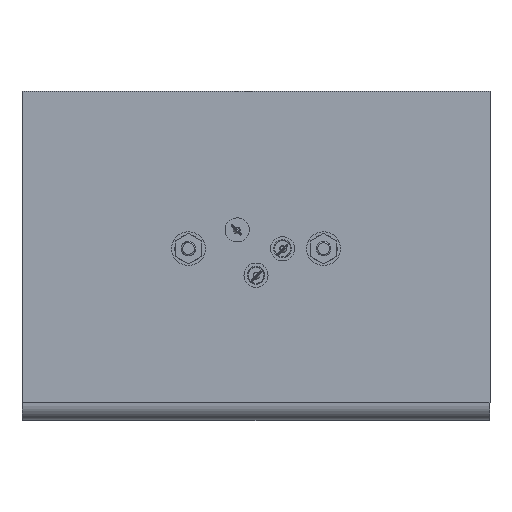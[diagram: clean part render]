
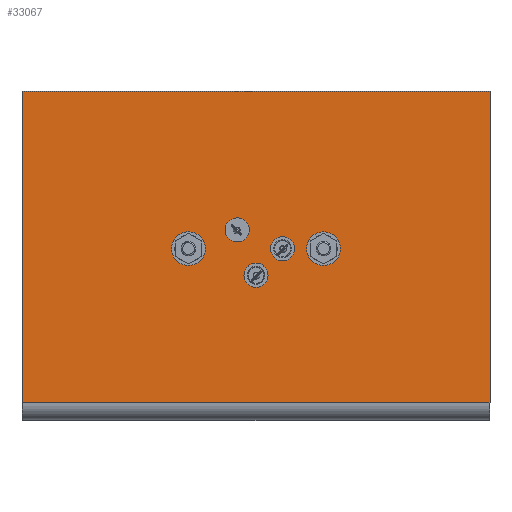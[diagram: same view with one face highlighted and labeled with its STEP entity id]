
A CAD part, top view. The second image highlights one B-rep face of the part: STEP entity #33067.
In plain terms, the highlighted planar face has unit normal (0, 0, 1).
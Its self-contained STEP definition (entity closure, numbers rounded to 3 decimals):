
#30 = CIRCLE ( 'NONE', #32917, 2.5 ) ;
#86 = VERTEX_POINT ( 'NONE', #1950 ) ;
#245 = ORIENTED_EDGE ( 'NONE', *, *, #2160, .T. ) ;
#345 = CARTESIAN_POINT ( 'NONE',  ( -3.889, 3.889, 0. ) ) ;
#703 = VERTEX_POINT ( 'NONE', #25630 ) ;
#861 = DIRECTION ( 'NONE',  ( 1., 0., 0. ) ) ;
#893 = VERTEX_POINT ( 'NONE', #4650 ) ;
#982 = DIRECTION ( 'NONE',  ( 0., 0., 1. ) ) ;
#1745 = CARTESIAN_POINT ( 'NONE',  ( 0., -5.5, 0. ) ) ;
#1950 = CARTESIAN_POINT ( 'NONE',  ( 8., 0., 0. ) ) ;
#2160 = EDGE_CURVE ( 'NONE', #703, #28320, #30267, .T. ) ;
#3050 = DIRECTION ( 'NONE',  ( 1., 0., 0. ) ) ;
#3227 = EDGE_CURVE ( 'NONE', #7044, #30180, #30139, .T. ) ;
#3717 = VERTEX_POINT ( 'NONE', #26782 ) ;
#3850 = VECTOR ( 'NONE', #33703, 1000. ) ;
#3858 = CARTESIAN_POINT ( 'NONE',  ( -48.455, -31.841, 0. ) ) ;
#4014 = EDGE_LOOP ( 'NONE', ( #8049, #32930 ) ) ;
#4163 = CARTESIAN_POINT ( 'NONE',  ( 48.455, 32.577, 0. ) ) ;
#4469 = DIRECTION ( 'NONE',  ( 1., 0., 0. ) ) ;
#4650 = CARTESIAN_POINT ( 'NONE',  ( -15.65, 0., 0. ) ) ;
#4788 = CARTESIAN_POINT ( 'NONE',  ( -48.455, -31.841, 0. ) ) ;
#5259 = FACE_BOUND ( 'NONE', #13236, .T. ) ;
#5430 = EDGE_LOOP ( 'NONE', ( #245, #18120, #26151, #13204 ) ) ;
#5540 = CARTESIAN_POINT ( 'NONE',  ( 5.5, 0., 0. ) ) ;
#6053 = CARTESIAN_POINT ( 'NONE',  ( -48.455, 32.577, 0. ) ) ;
#6764 = DIRECTION ( 'NONE',  ( 0., 0., 1. ) ) ;
#7044 = VERTEX_POINT ( 'NONE', #34252 ) ;
#7092 = CIRCLE ( 'NONE', #10826, 2.5 ) ;
#7432 = ORIENTED_EDGE ( 'NONE', *, *, #10793, .F. ) ;
#7494 = ORIENTED_EDGE ( 'NONE', *, *, #9259, .F. ) ;
#7610 = EDGE_CURVE ( 'NONE', #3717, #703, #13802, .T. ) ;
#7613 = VERTEX_POINT ( 'NONE', #20459 ) ;
#8049 = ORIENTED_EDGE ( 'NONE', *, *, #16794, .F. ) ;
#8308 = DIRECTION ( 'NONE',  ( 1., 0., 0. ) ) ;
#8460 = CARTESIAN_POINT ( 'NONE',  ( -1.389, 3.889, 0. ) ) ;
#8469 = EDGE_CURVE ( 'NONE', #893, #22787, #9446, .T. ) ;
#8971 = EDGE_CURVE ( 'NONE', #24692, #27442, #30, .T. ) ;
#9006 = CARTESIAN_POINT ( 'NONE',  ( 14., 0., 0. ) ) ;
#9202 = VERTEX_POINT ( 'NONE', #31539 ) ;
#9259 = EDGE_CURVE ( 'NONE', #10133, #9202, #7092, .T. ) ;
#9446 = CIRCLE ( 'NONE', #13720, 1.65 ) ;
#10022 = CARTESIAN_POINT ( 'NONE',  ( 2.5, -5.5, 0. ) ) ;
#10133 = VERTEX_POINT ( 'NONE', #10022 ) ;
#10278 = DIRECTION ( 'NONE',  ( 0., 0., 1. ) ) ;
#10793 = EDGE_CURVE ( 'NONE', #22787, #893, #16658, .T. ) ;
#10826 = AXIS2_PLACEMENT_3D ( 'NONE', #26602, #10278, #29328 ) ;
#10999 = EDGE_CURVE ( 'NONE', #7613, #3717, #33528, .T. ) ;
#11117 = LINE ( 'NONE', #3858, #3850 ) ;
#11408 = CARTESIAN_POINT ( 'NONE',  ( -6.389, 3.889, 0. ) ) ;
#11722 = DIRECTION ( 'NONE',  ( 1., 0., 0. ) ) ;
#12359 = CARTESIAN_POINT ( 'NONE',  ( -48.455, 32.577, 0. ) ) ;
#12479 = FACE_BOUND ( 'NONE', #23659, .T. ) ;
#13154 = ORIENTED_EDGE ( 'NONE', *, *, #14381, .F. ) ;
#13204 = ORIENTED_EDGE ( 'NONE', *, *, #7610, .T. ) ;
#13236 = EDGE_LOOP ( 'NONE', ( #13154, #13837 ) ) ;
#13254 = CARTESIAN_POINT ( 'NONE',  ( 3., 0., 0. ) ) ;
#13720 = AXIS2_PLACEMENT_3D ( 'NONE', #30153, #13844, #32876 ) ;
#13802 = LINE ( 'NONE', #12359, #33789 ) ;
#13837 = ORIENTED_EDGE ( 'NONE', *, *, #8971, .F. ) ;
#13844 = DIRECTION ( 'NONE',  ( 0., 0., 1. ) ) ;
#14144 = CARTESIAN_POINT ( 'NONE',  ( -3.889, 3.889, 0. ) ) ;
#14350 = CIRCLE ( 'NONE', #32250, 2.5 ) ;
#14381 = EDGE_CURVE ( 'NONE', #27442, #24692, #24834, .T. ) ;
#14516 = AXIS2_PLACEMENT_3D ( 'NONE', #1745, #20780, #4469 ) ;
#14844 = CARTESIAN_POINT ( 'NONE',  ( -14., 0., 0. ) ) ;
#14927 = CIRCLE ( 'NONE', #31129, 2.5 ) ;
#14988 = AXIS2_PLACEMENT_3D ( 'NONE', #14844, #33868, #17574 ) ;
#15100 = DIRECTION ( 'NONE',  ( -1., 0., 0. ) ) ;
#15568 = EDGE_CURVE ( 'NONE', #28320, #7613, #11117, .T. ) ;
#15777 = VECTOR ( 'NONE', #16994, 1000. ) ;
#15874 = AXIS2_PLACEMENT_3D ( 'NONE', #14144, #33178, #16888 ) ;
#16658 = CIRCLE ( 'NONE', #14988, 1.65 ) ;
#16794 = EDGE_CURVE ( 'NONE', #86, #29609, #14350, .T. ) ;
#16888 = DIRECTION ( 'NONE',  ( 1., 0., 0. ) ) ;
#16994 = DIRECTION ( 'NONE',  ( 0., -1., 0. ) ) ;
#17130 = DIRECTION ( 'NONE',  ( 0., 0., 1. ) ) ;
#17251 = CARTESIAN_POINT ( 'NONE',  ( 14., 0., 0. ) ) ;
#17574 = DIRECTION ( 'NONE',  ( 1., 0., 0. ) ) ;
#18120 = ORIENTED_EDGE ( 'NONE', *, *, #15568, .T. ) ;
#18867 = CARTESIAN_POINT ( 'NONE',  ( -12.35, 0., 0. ) ) ;
#18883 = FACE_OUTER_BOUND ( 'NONE', #5430, .T. ) ;
#19368 = DIRECTION ( 'NONE',  ( 0., 0., 1. ) ) ;
#19768 = CIRCLE ( 'NONE', #21008, 1.65 ) ;
#20013 = DIRECTION ( 'NONE',  ( 1., 0., 0. ) ) ;
#20459 = CARTESIAN_POINT ( 'NONE',  ( 48.455, -31.841, 0. ) ) ;
#20780 = DIRECTION ( 'NONE',  ( 0., 0., 1. ) ) ;
#21008 = AXIS2_PLACEMENT_3D ( 'NONE', #9006, #28034, #11722 ) ;
#22787 = VERTEX_POINT ( 'NONE', #18867 ) ;
#23097 = CARTESIAN_POINT ( 'NONE',  ( 0., 0., 0. ) ) ;
#23331 = CIRCLE ( 'NONE', #14516, 2.5 ) ;
#23659 = EDGE_LOOP ( 'NONE', ( #7494, #30114 ) ) ;
#24450 = EDGE_CURVE ( 'NONE', #30180, #7044, #19768, .T. ) ;
#24606 = DIRECTION ( 'NONE',  ( 0., 0., 1. ) ) ;
#24692 = VERTEX_POINT ( 'NONE', #11408 ) ;
#24834 = CIRCLE ( 'NONE', #15874, 2.5 ) ;
#25592 = AXIS2_PLACEMENT_3D ( 'NONE', #23097, #6764, #25831 ) ;
#25630 = CARTESIAN_POINT ( 'NONE',  ( -48.455, 32.577, 0. ) ) ;
#25793 = ORIENTED_EDGE ( 'NONE', *, *, #8469, .F. ) ;
#25831 = DIRECTION ( 'NONE',  ( 1., 0., 0. ) ) ;
#26111 = FACE_BOUND ( 'NONE', #28081, .T. ) ;
#26151 = ORIENTED_EDGE ( 'NONE', *, *, #10999, .T. ) ;
#26310 = VECTOR ( 'NONE', #31384, 1000. ) ;
#26602 = CARTESIAN_POINT ( 'NONE',  ( 0., -5.5, 0. ) ) ;
#26782 = CARTESIAN_POINT ( 'NONE',  ( 48.455, 32.577, 0. ) ) ;
#26977 = FACE_BOUND ( 'NONE', #30824, .T. ) ;
#27171 = CARTESIAN_POINT ( 'NONE',  ( 12.35, 0., 0. ) ) ;
#27390 = AXIS2_PLACEMENT_3D ( 'NONE', #17251, #982, #20013 ) ;
#27442 = VERTEX_POINT ( 'NONE', #8460 ) ;
#27772 = EDGE_CURVE ( 'NONE', #9202, #10133, #23331, .T. ) ;
#28034 = DIRECTION ( 'NONE',  ( 0., 0., 1. ) ) ;
#28081 = EDGE_LOOP ( 'NONE', ( #7432, #25793 ) ) ;
#28320 = VERTEX_POINT ( 'NONE', #4788 ) ;
#28444 = ORIENTED_EDGE ( 'NONE', *, *, #24450, .F. ) ;
#28453 = PLANE ( 'NONE',  #25592 ) ;
#29328 = DIRECTION ( 'NONE',  ( 1., 0., 0. ) ) ;
#29609 = VERTEX_POINT ( 'NONE', #13254 ) ;
#30114 = ORIENTED_EDGE ( 'NONE', *, *, #27772, .F. ) ;
#30139 = CIRCLE ( 'NONE', #27390, 1.65 ) ;
#30153 = CARTESIAN_POINT ( 'NONE',  ( -14., 0., 0. ) ) ;
#30180 = VERTEX_POINT ( 'NONE', #27171 ) ;
#30267 = LINE ( 'NONE', #6053, #15777 ) ;
#30824 = EDGE_LOOP ( 'NONE', ( #31935, #28444 ) ) ;
#31129 = AXIS2_PLACEMENT_3D ( 'NONE', #5540, #24606, #8308 ) ;
#31384 = DIRECTION ( 'NONE',  ( 0., 1., 0. ) ) ;
#31539 = CARTESIAN_POINT ( 'NONE',  ( -2.5, -5.5, 0. ) ) ;
#31935 = ORIENTED_EDGE ( 'NONE', *, *, #3227, .F. ) ;
#32250 = AXIS2_PLACEMENT_3D ( 'NONE', #33442, #17130, #861 ) ;
#32876 = DIRECTION ( 'NONE',  ( 1., 0., 0. ) ) ;
#32917 = AXIS2_PLACEMENT_3D ( 'NONE', #345, #19368, #3050 ) ;
#32930 = ORIENTED_EDGE ( 'NONE', *, *, #34229, .F. ) ;
#33067 = ADVANCED_FACE ( 'NONE', ( #26977, #26111, #12479, #34166, #5259, #18883 ), #28453, .T. ) ;
#33178 = DIRECTION ( 'NONE',  ( 0., 0., 1. ) ) ;
#33442 = CARTESIAN_POINT ( 'NONE',  ( 5.5, 0., 0. ) ) ;
#33528 = LINE ( 'NONE', #4163, #26310 ) ;
#33703 = DIRECTION ( 'NONE',  ( 1., 0., 0. ) ) ;
#33789 = VECTOR ( 'NONE', #15100, 1000. ) ;
#33868 = DIRECTION ( 'NONE',  ( 0., 0., 1. ) ) ;
#34166 = FACE_BOUND ( 'NONE', #4014, .T. ) ;
#34229 = EDGE_CURVE ( 'NONE', #29609, #86, #14927, .T. ) ;
#34252 = CARTESIAN_POINT ( 'NONE',  ( 15.65, 0., 0. ) ) ;
